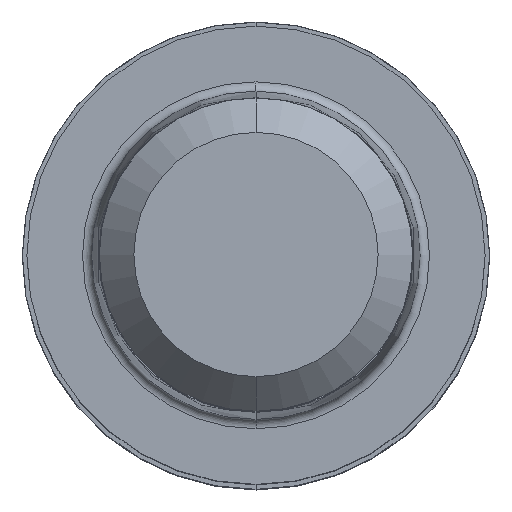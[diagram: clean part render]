
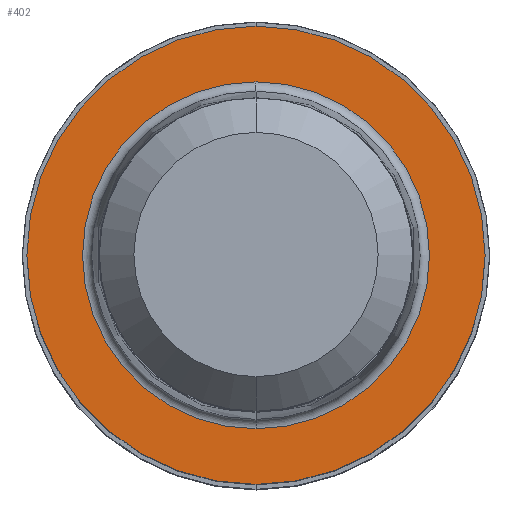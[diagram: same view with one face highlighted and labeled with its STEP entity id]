
A CAD part, top view. The second image highlights one B-rep face of the part: STEP entity #402.
In plain terms, the highlighted planar face has unit normal (0, 0, 1).
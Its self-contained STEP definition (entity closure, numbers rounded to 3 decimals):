
#204=VERTEX_POINT('',#500);
#266=EDGE_CURVE('',#354,#204,#573,.T.);
#284=EDGE_CURVE('',#328,#392,#593,.T.);
#288=EDGE_CURVE('',#204,#354,#599,.T.);
#328=VERTEX_POINT('',#643);
#354=VERTEX_POINT('',#671);
#392=VERTEX_POINT('',#712);
#400=EDGE_CURVE('',#392,#328,#721,.T.);
#402=ADVANCED_FACE('',(#723,#724),#725,.T.);
#500=CARTESIAN_POINT('',(0.0,3.71,0.01));
#573=CIRCLE('',#919,3.71);
#593=CIRCLE('',#945,4.9);
#599=CIRCLE('',#952,3.71);
#643=CARTESIAN_POINT('',(0.0,4.9,0.01));
#671=CARTESIAN_POINT('',(0.,-3.71,0.01));
#712=CARTESIAN_POINT('',(0.,-4.9,0.01));
#721=CIRCLE('',#1108,4.9);
#723=FACE_OUTER_BOUND('',#1110,.T.);
#724=FACE_BOUND('',#1111,.T.);
#725=PLANE('',#1112);
#919=AXIS2_PLACEMENT_3D('',#1329,#1330,#1331);
#945=AXIS2_PLACEMENT_3D('',#1353,#1354,#1355);
#952=AXIS2_PLACEMENT_3D('',#1364,#1365,#1366);
#1108=AXIS2_PLACEMENT_3D('',#1504,#1505,#1506);
#1110=EDGE_LOOP('',(#1508,#1509));
#1111=EDGE_LOOP('',(#1510,#1511));
#1112=AXIS2_PLACEMENT_3D('',#1512,#1513,#1514);
#1329=CARTESIAN_POINT('',(0.0,0.0,0.01));
#1330=DIRECTION('',(0.0,0.0,-1.0));
#1331=DIRECTION('',(0.0,1.0,0.0));
#1353=CARTESIAN_POINT('',(0.0,0.0,0.01));
#1354=DIRECTION('',(0.0,0.0,-1.0));
#1355=DIRECTION('',(0.0,1.0,0.0));
#1364=CARTESIAN_POINT('',(0.0,0.0,0.01));
#1365=DIRECTION('',(0.0,0.0,-1.0));
#1366=DIRECTION('',(0.0,1.0,0.0));
#1504=CARTESIAN_POINT('',(0.0,0.0,0.01));
#1505=DIRECTION('',(0.0,0.0,-1.0));
#1506=DIRECTION('',(0.0,1.0,0.0));
#1508=ORIENTED_EDGE('',*,*,#284,.F.);
#1509=ORIENTED_EDGE('',*,*,#400,.F.);
#1510=ORIENTED_EDGE('',*,*,#288,.T.);
#1511=ORIENTED_EDGE('',*,*,#266,.T.);
#1512=CARTESIAN_POINT('',(0.0,2.45,0.01));
#1513=DIRECTION('',(-0.0,0.0,1.0));
#1514=DIRECTION('',(0.0,-1.0,0.0));
